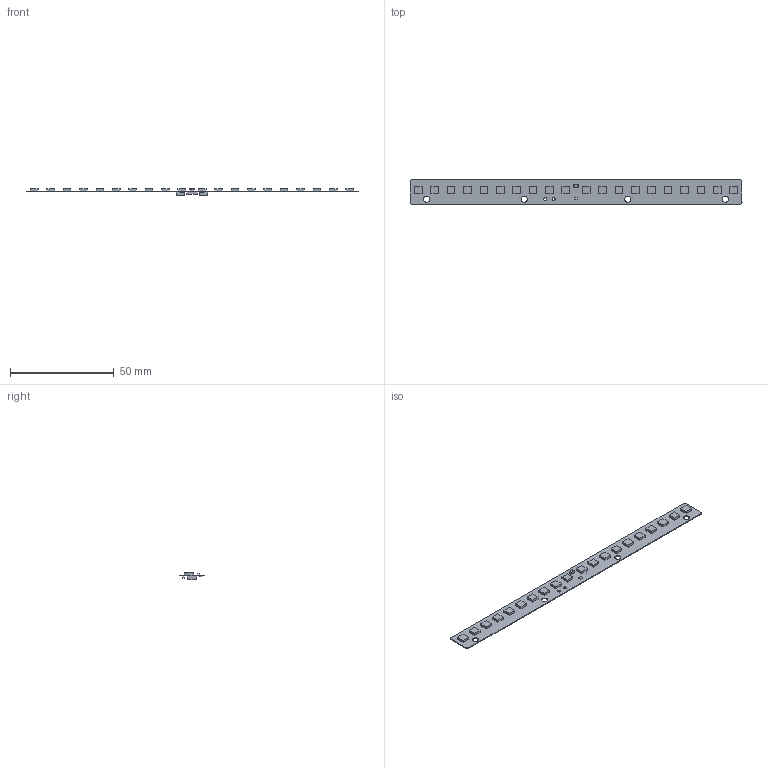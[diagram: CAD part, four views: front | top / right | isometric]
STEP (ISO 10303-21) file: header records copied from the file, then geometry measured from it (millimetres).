
FILE_DESCRIPTION(('Open CASCADE Model'),'2;1');
FILE_NAME('Open CASCADE Shape Model','2016-04-18T12:07:20',('Author'),( 'Open CASCADE'),'Open CASCADE STEP processor 6.5','Open CASCADE 6.5' ,'Unknown');
FILE_SCHEMA(('AUTOMOTIVE_DESIGN { 1 0 10303 214 1 1 1 1 }'));
Length unit declared in the file: millimetre
Products named in the file (49): PCB; Board; C3; 669042832; Extruded; 669042704; C1; 669043088; 669007632; R3; 669039632; 669042576; R2; R1; L2; 669042320; L1; C2; D1; 669042448; D2; D3; D4; D5; D6; D7; D8; D9; D10; D11; D12; D13; D14; D15; D16; D17; D18; D19; D20; U1 ...
Assembly tree (80 placements, depth 4):
  PCB
    Board
    C3
      669042832
        Extruded
      669042704  x2
        Extruded
    C1
      669043088  x2
        Extruded
      669007632
        Extruded
    R3
      669039632
        Extruded
      669042576  x2
        Extruded
    R2
      669039632
        Extruded
      669042576  x2
        Extruded
    R1
      669039632
        Extruded
      669042576  x2
        Extruded
    L2
      669042320
        Extruded
    L1
      669042320
        Extruded
    C2
      669042832
        Extruded
      669042704  x2
        Extruded
    D1
      669042448
        Extruded
    D2
      669042448
        Extruded
    D3
      669042448
        Extruded
    D4
      669042448
        Extruded
    D5
      669042448
        Extruded
    D6
      669042448
        Extruded
    D7
      669042448
        Extruded
    D8
Bounding box: 160.02 x 12.02 x 3.46 mm (x, y, z)
Volume: 1203.9 mm3; surface area: 5113.8 mm2
Topology: 42 solids, 42 shells, 282 faces, 594 edges, 396 vertices
Faces by surface type: plane 276, cylinder 6
Full cylindrical faces by diameter (mm): 1.5 x2, 3 x4
Entity records: 6532 total; most frequent: CARTESIAN_POINT 1013, DIRECTION 972, LINE 606, VECTOR 606, ORIENTED_EDGE 420, PCURVE 420, DEFINITIONAL_REPRESENTATION 420, EDGE_CURVE 210
